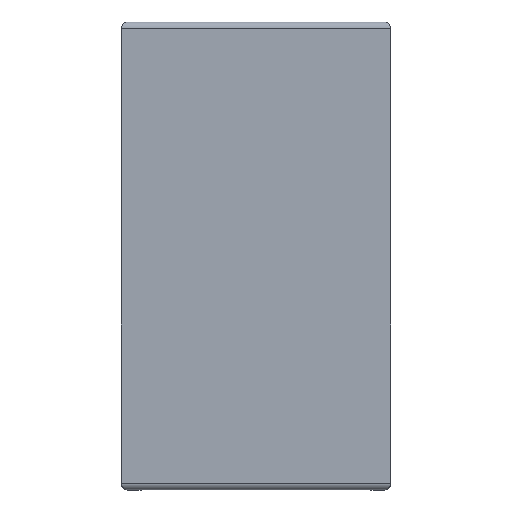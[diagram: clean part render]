
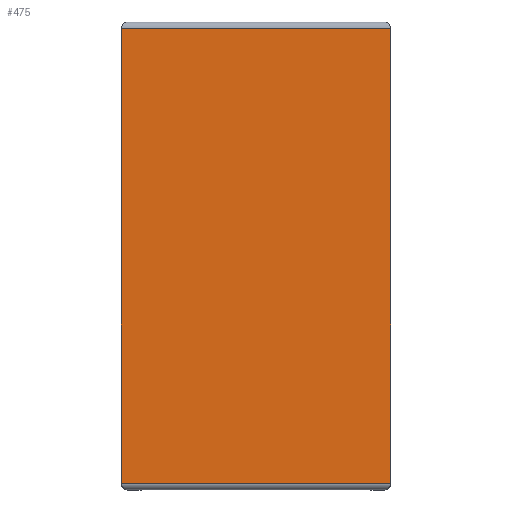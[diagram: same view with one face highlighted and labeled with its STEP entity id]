
A CAD part, top view. The second image highlights one B-rep face of the part: STEP entity #475.
In plain terms, the highlighted planar face has unit normal (0, 0, 1).
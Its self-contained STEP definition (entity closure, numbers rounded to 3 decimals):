
#2 = VERTEX_POINT ( 'NONE', #370 ) ;
#9 = DIRECTION ( 'NONE',  ( -1., 0., 0. ) ) ;
#18 = EDGE_CURVE ( 'NONE', #2, #121, #439, .T. ) ;
#27 = CARTESIAN_POINT ( 'NONE',  ( 0., 0., 8. ) ) ;
#32 = ORIENTED_EDGE ( 'NONE', *, *, #54, .F. ) ;
#54 = EDGE_CURVE ( 'NONE', #2, #432, #57, .T. ) ;
#57 = LINE ( 'NONE', #369, #274 ) ;
#60 = EDGE_CURVE ( 'NONE', #524, #121, #397, .T. ) ;
#69 = DIRECTION ( 'NONE',  ( -1., 0., 0. ) ) ;
#81 = CARTESIAN_POINT ( 'NONE',  ( 0., 0., 8. ) ) ;
#121 = VERTEX_POINT ( 'NONE', #506 ) ;
#139 = FACE_OUTER_BOUND ( 'NONE', #531, .T. ) ;
#198 = CARTESIAN_POINT ( 'NONE',  ( 0., 35., 8. ) ) ;
#211 = PLANE ( 'NONE',  #521 ) ;
#237 = ORIENTED_EDGE ( 'NONE', *, *, #18, .T. ) ;
#250 = LINE ( 'NONE', #27, #363 ) ;
#256 = DIRECTION ( 'NONE',  ( 0., 1., 0. ) ) ;
#257 = DIRECTION ( 'NONE',  ( 0., 0., 1. ) ) ;
#259 = CARTESIAN_POINT ( 'NONE',  ( 20.45, 35.5, 8. ) ) ;
#271 = DIRECTION ( 'NONE',  ( 0., -1., 0. ) ) ;
#274 = VECTOR ( 'NONE', #69, 1000. ) ;
#331 = CARTESIAN_POINT ( 'NONE',  ( 0., 35., 8. ) ) ;
#334 = VECTOR ( 'NONE', #256, 1000. ) ;
#351 = VECTOR ( 'NONE', #409, 1000. ) ;
#363 = VECTOR ( 'NONE', #271, 1000. ) ;
#369 = CARTESIAN_POINT ( 'NONE',  ( 0., 0.5, 8. ) ) ;
#370 = CARTESIAN_POINT ( 'NONE',  ( 20.45, 0.5, 8. ) ) ;
#397 = LINE ( 'NONE', #198, #351 ) ;
#409 = DIRECTION ( 'NONE',  ( 1., 0., 0. ) ) ;
#427 = CARTESIAN_POINT ( 'NONE',  ( 0., 0.5, 8. ) ) ;
#432 = VERTEX_POINT ( 'NONE', #427 ) ;
#439 = LINE ( 'NONE', #259, #334 ) ;
#450 = ORIENTED_EDGE ( 'NONE', *, *, #60, .F. ) ;
#473 = EDGE_CURVE ( 'NONE', #524, #432, #250, .T. ) ;
#475 = ADVANCED_FACE ( 'NONE', ( #139 ), #211, .T. ) ;
#494 = ORIENTED_EDGE ( 'NONE', *, *, #473, .T. ) ;
#506 = CARTESIAN_POINT ( 'NONE',  ( 20.45, 35., 8. ) ) ;
#521 = AXIS2_PLACEMENT_3D ( 'NONE', #81, #257, #9 ) ;
#524 = VERTEX_POINT ( 'NONE', #331 ) ;
#531 = EDGE_LOOP ( 'NONE', ( #237, #450, #494, #32 ) ) ;
